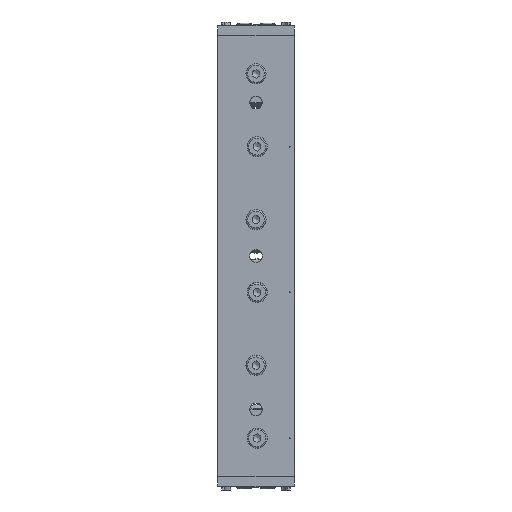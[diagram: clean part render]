
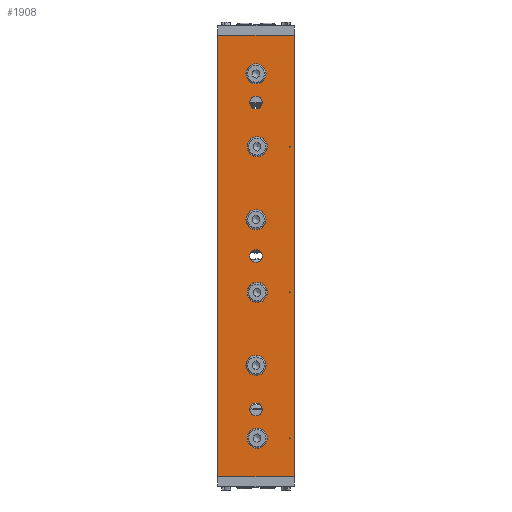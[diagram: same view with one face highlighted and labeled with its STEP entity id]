
A CAD part, left-side view. The second image highlights one B-rep face of the part: STEP entity #1908.
In plain terms, the highlighted planar face has unit normal (-1, 0, 0).
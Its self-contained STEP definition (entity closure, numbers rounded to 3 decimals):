
#230=CARTESIAN_POINT('',(0.0,20.0,215.25));
#231=VERTEX_POINT('',#230);
#232=CARTESIAN_POINT('',(0.0,20.0,210.));
#233=DIRECTION('',(1.0,0.0,0.0));
#234=DIRECTION('',(0.0,0.0,1.0));
#235=AXIS2_PLACEMENT_3D('',#232,#233,#234);
#236=CIRCLE('',#235,5.25);
#237=EDGE_CURVE('',#231,#231,#236,.T.);
#401=CARTESIAN_POINT('',(0.0,20.0,139.25));
#402=VERTEX_POINT('',#401);
#403=CARTESIAN_POINT('',(0.0,20.0,134.));
#404=DIRECTION('',(1.0,0.0,0.0));
#405=DIRECTION('',(0.0,0.0,1.0));
#406=AXIS2_PLACEMENT_3D('',#403,#404,#405);
#407=CIRCLE('',#406,5.25);
#408=EDGE_CURVE('',#402,#402,#407,.T.);
#888=CARTESIAN_POINT('',(0.0,20.0,63.25));
#889=VERTEX_POINT('',#888);
#890=CARTESIAN_POINT('',(0.0,20.0,58.));
#891=DIRECTION('',(1.0,0.0,0.0));
#892=DIRECTION('',(0.0,0.0,1.0));
#893=AXIS2_PLACEMENT_3D('',#890,#891,#892);
#894=CIRCLE('',#893,5.25);
#895=EDGE_CURVE('',#889,#889,#894,.T.);
#962=CARTESIAN_POINT('',(0.0,20.0,198.323));
#963=VERTEX_POINT('',#962);
#964=CARTESIAN_POINT('',(0.0,20.0,195.0));
#965=DIRECTION('',(1.0,0.0,0.0));
#966=DIRECTION('',(0.0,0.0,1.0));
#967=AXIS2_PLACEMENT_3D('',#964,#965,#966);
#968=CIRCLE('',#967,3.324);
#969=EDGE_CURVE('',#963,#963,#968,.T.);
#1011=CARTESIAN_POINT('',(0.0,20.0,118.324));
#1012=VERTEX_POINT('',#1011);
#1013=CARTESIAN_POINT('',(0.0,20.0,115.0));
#1014=DIRECTION('',(1.0,0.0,0.0));
#1015=DIRECTION('',(0.0,0.0,1.0));
#1016=AXIS2_PLACEMENT_3D('',#1013,#1014,#1015);
#1017=CIRCLE('',#1016,3.324);
#1018=EDGE_CURVE('',#1012,#1012,#1017,.T.);
#1060=CARTESIAN_POINT('',(0.0,20.0,38.323));
#1061=VERTEX_POINT('',#1060);
#1062=CARTESIAN_POINT('',(0.0,20.0,35.0));
#1063=DIRECTION('',(1.0,0.0,0.0));
#1064=DIRECTION('',(0.0,0.0,1.0));
#1065=AXIS2_PLACEMENT_3D('',#1062,#1063,#1064);
#1066=CIRCLE('',#1065,3.324);
#1067=EDGE_CURVE('',#1061,#1061,#1066,.T.);
#1147=CARTESIAN_POINT('',(0.0,2.5,172.25));
#1148=VERTEX_POINT('',#1147);
#1149=CARTESIAN_POINT('',(0.0,2.5,172.));
#1150=DIRECTION('',(1.0,0.0,0.0));
#1151=DIRECTION('',(0.0,0.0,1.0));
#1152=AXIS2_PLACEMENT_3D('',#1149,#1150,#1151);
#1153=CIRCLE('',#1152,0.25);
#1154=EDGE_CURVE('',#1148,#1148,#1153,.T.);
#1285=CARTESIAN_POINT('',(0.0,19.4,177.25));
#1286=VERTEX_POINT('',#1285);
#1287=CARTESIAN_POINT('',(0.0,19.4,172.));
#1288=DIRECTION('',(1.0,0.0,0.0));
#1289=DIRECTION('',(0.0,0.0,1.0));
#1290=AXIS2_PLACEMENT_3D('',#1287,#1288,#1289);
#1291=CIRCLE('',#1290,5.25);
#1292=EDGE_CURVE('',#1286,#1286,#1291,.T.);
#1397=CARTESIAN_POINT('',(0.0,2.5,96.25));
#1398=VERTEX_POINT('',#1397);
#1399=CARTESIAN_POINT('',(0.0,2.5,96.));
#1400=DIRECTION('',(1.0,0.0,0.0));
#1401=DIRECTION('',(0.0,0.0,1.0));
#1402=AXIS2_PLACEMENT_3D('',#1399,#1400,#1401);
#1403=CIRCLE('',#1402,0.25);
#1404=EDGE_CURVE('',#1398,#1398,#1403,.T.);
#1535=CARTESIAN_POINT('',(0.0,19.4,101.25));
#1536=VERTEX_POINT('',#1535);
#1537=CARTESIAN_POINT('',(0.0,19.4,96.));
#1538=DIRECTION('',(1.0,0.0,0.0));
#1539=DIRECTION('',(0.0,0.0,1.0));
#1540=AXIS2_PLACEMENT_3D('',#1537,#1538,#1539);
#1541=CIRCLE('',#1540,5.25);
#1542=EDGE_CURVE('',#1536,#1536,#1541,.T.);
#1716=CARTESIAN_POINT('',(0.0,2.5,20.25));
#1717=VERTEX_POINT('',#1716);
#1718=CARTESIAN_POINT('',(0.0,2.5,20.0));
#1719=DIRECTION('',(1.0,0.0,0.0));
#1720=DIRECTION('',(0.0,0.0,1.0));
#1721=AXIS2_PLACEMENT_3D('',#1718,#1719,#1720);
#1722=CIRCLE('',#1721,0.25);
#1723=EDGE_CURVE('',#1717,#1717,#1722,.T.);
#1785=CARTESIAN_POINT('',(0.0,19.4,25.25));
#1786=VERTEX_POINT('',#1785);
#1787=CARTESIAN_POINT('',(0.0,19.4,20.0));
#1788=DIRECTION('',(1.0,0.0,0.0));
#1789=DIRECTION('',(0.0,0.0,1.0));
#1790=AXIS2_PLACEMENT_3D('',#1787,#1788,#1789);
#1791=CIRCLE('',#1790,5.25);
#1792=EDGE_CURVE('',#1786,#1786,#1791,.T.);
#1833=CARTESIAN_POINT('',(0.0,0.0,0.0));
#1834=DIRECTION('',(-1.0,0.0,0.0));
#1835=DIRECTION('',(0.0,0.0,1.0));
#1836=AXIS2_PLACEMENT_3D('',#1833,#1834,#1835);
#1837=PLANE('',#1836);
#1838=CARTESIAN_POINT('',(0.0,0.0,230.0));
#1839=VERTEX_POINT('',#1838);
#1840=CARTESIAN_POINT('',(0.0,40.0,230.0));
#1841=VERTEX_POINT('',#1840);
#1842=CARTESIAN_POINT('',(0.0,0.0,230.0));
#1843=DIRECTION('',(0.0,1.0,0.0));
#1844=VECTOR('',#1843,40.0);
#1845=LINE('',#1842,#1844);
#1846=EDGE_CURVE('',#1839,#1841,#1845,.T.);
#1847=ORIENTED_EDGE('',*,*,#1846,.T.);
#1848=CARTESIAN_POINT('',(0.0,40.0,0.0));
#1849=VERTEX_POINT('',#1848);
#1850=CARTESIAN_POINT('',(0.0,40.0,0.0));
#1851=DIRECTION('',(0.0,0.0,1.0));
#1852=VECTOR('',#1851,230.0);
#1853=LINE('',#1850,#1852);
#1854=EDGE_CURVE('',#1849,#1841,#1853,.T.);
#1855=ORIENTED_EDGE('',*,*,#1854,.F.);
#1856=CARTESIAN_POINT('',(0.0,0.0,0.0));
#1857=VERTEX_POINT('',#1856);
#1858=CARTESIAN_POINT('',(0.0,40.0,0.0));
#1859=DIRECTION('',(0.0,-1.0,0.0));
#1860=VECTOR('',#1859,40.0);
#1861=LINE('',#1858,#1860);
#1862=EDGE_CURVE('',#1849,#1857,#1861,.T.);
#1863=ORIENTED_EDGE('',*,*,#1862,.T.);
#1864=CARTESIAN_POINT('',(0.0,0.0,0.0));
#1865=DIRECTION('',(0.0,0.0,1.0));
#1866=VECTOR('',#1865,230.0);
#1867=LINE('',#1864,#1866);
#1868=EDGE_CURVE('',#1857,#1839,#1867,.T.);
#1869=ORIENTED_EDGE('',*,*,#1868,.T.);
#1870=EDGE_LOOP('',(#1847,#1855,#1863,#1869));
#1871=FACE_OUTER_BOUND('',#1870,.T.);
#1872=ORIENTED_EDGE('',*,*,#237,.T.);
#1873=EDGE_LOOP('',(#1872));
#1874=FACE_BOUND('',#1873,.T.);
#1875=ORIENTED_EDGE('',*,*,#408,.T.);
#1876=EDGE_LOOP('',(#1875));
#1877=FACE_BOUND('',#1876,.T.);
#1878=ORIENTED_EDGE('',*,*,#895,.T.);
#1879=EDGE_LOOP('',(#1878));
#1880=FACE_BOUND('',#1879,.T.);
#1881=ORIENTED_EDGE('',*,*,#969,.T.);
#1882=EDGE_LOOP('',(#1881));
#1883=FACE_BOUND('',#1882,.T.);
#1884=ORIENTED_EDGE('',*,*,#1018,.T.);
#1885=EDGE_LOOP('',(#1884));
#1886=FACE_BOUND('',#1885,.T.);
#1887=ORIENTED_EDGE('',*,*,#1067,.T.);
#1888=EDGE_LOOP('',(#1887));
#1889=FACE_BOUND('',#1888,.T.);
#1890=ORIENTED_EDGE('',*,*,#1154,.T.);
#1891=EDGE_LOOP('',(#1890));
#1892=FACE_BOUND('',#1891,.T.);
#1893=ORIENTED_EDGE('',*,*,#1292,.T.);
#1894=EDGE_LOOP('',(#1893));
#1895=FACE_BOUND('',#1894,.T.);
#1896=ORIENTED_EDGE('',*,*,#1404,.T.);
#1897=EDGE_LOOP('',(#1896));
#1898=FACE_BOUND('',#1897,.T.);
#1899=ORIENTED_EDGE('',*,*,#1542,.T.);
#1900=EDGE_LOOP('',(#1899));
#1901=FACE_BOUND('',#1900,.T.);
#1902=ORIENTED_EDGE('',*,*,#1723,.T.);
#1903=EDGE_LOOP('',(#1902));
#1904=FACE_BOUND('',#1903,.T.);
#1905=ORIENTED_EDGE('',*,*,#1792,.T.);
#1906=EDGE_LOOP('',(#1905));
#1907=FACE_BOUND('',#1906,.T.);
#1908=ADVANCED_FACE('',(#1871,#1874,#1877,#1880,#1883,#1886,#1889,#1892,#1895,#1898,#1901,#1904,#1907),#1837,.T.);
